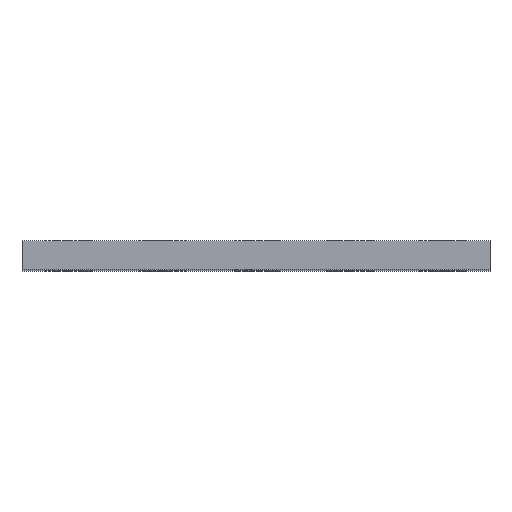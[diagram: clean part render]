
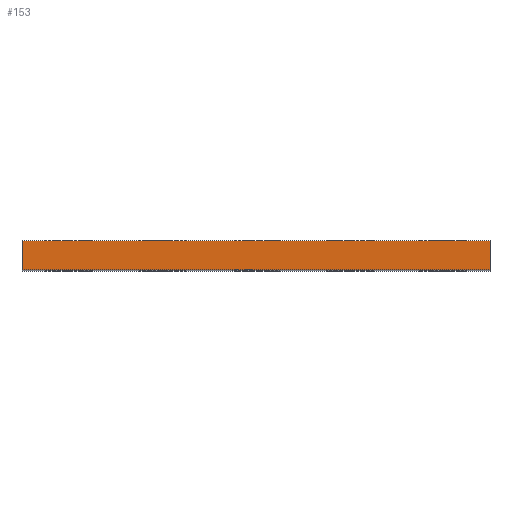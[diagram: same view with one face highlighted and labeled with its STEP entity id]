
A CAD part, top view. The second image highlights one B-rep face of the part: STEP entity #153.
In plain terms, the highlighted planar face has unit normal (0, 0, 1).
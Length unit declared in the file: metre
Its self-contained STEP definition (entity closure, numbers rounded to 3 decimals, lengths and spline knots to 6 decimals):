
#153 = ADVANCED_FACE( 'NONE', ( #436 ), #437, .F. );
#436 = FACE_OUTER_BOUND( '', #731, .T. );
#437 = PLANE( '', #732 );
#731 = EDGE_LOOP( '', ( #1110, #1111, #1112, #1113 ) );
#732 = AXIS2_PLACEMENT_3D( '', #1114, #1115, #1116 );
#1110 = ORIENTED_EDGE( '', *, *, #1295, .T. );
#1111 = ORIENTED_EDGE( '', *, *, #1326, .F. );
#1112 = ORIENTED_EDGE( '', *, *, #1271, .F. );
#1113 = ORIENTED_EDGE( '', *, *, #1317, .T. );
#1114 = CARTESIAN_POINT( '', ( -0.004, 0.0025, 0.068 ) );
#1115 = DIRECTION( '', ( 0., 0., -1. ) );
#1116 = DIRECTION( '', ( 0., -1., 0. ) );
#1271 = EDGE_CURVE( 'NONE', #1480, #1478, #1482, .T. );
#1295 = EDGE_CURVE( 'NONE', #1527, #1525, #1528, .T. );
#1317 = EDGE_CURVE( 'NONE', #1480, #1527, #1568, .T. );
#1326 = EDGE_CURVE( 'NONE', #1478, #1525, #1577, .T. );
#1478 = VERTEX_POINT( 'NONE', #1733 );
#1480 = VERTEX_POINT( 'NONE', #1736 );
#1482 = LINE( '', #1739, #1740 );
#1525 = VERTEX_POINT( 'NONE', #1783 );
#1527 = VERTEX_POINT( 'NONE', #1786 );
#1528 = LINE( '', #1787, #1788 );
#1568 = LINE( '', #1829, #1830 );
#1577 = LINE( '', #1839, #1840 );
#1733 = CARTESIAN_POINT( '', ( 0.036, 0.0025, 0.068 ) );
#1736 = CARTESIAN_POINT( '', ( -0.004, 0.0025, 0.068 ) );
#1739 = CARTESIAN_POINT( '', ( -0.004, 0.0025, 0.068 ) );
#1740 = VECTOR( '', #2014, 1. );
#1783 = CARTESIAN_POINT( '', ( 0.036, 0., 0.068 ) );
#1786 = CARTESIAN_POINT( '', ( -0.004, 0., 0.068 ) );
#1787 = CARTESIAN_POINT( '', ( -0.004, 0., 0.068 ) );
#1788 = VECTOR( '', #2076, 1. );
#1829 = CARTESIAN_POINT( '', ( -0.004, 0.0025, 0.068 ) );
#1830 = VECTOR( '', #2132, 1. );
#1839 = CARTESIAN_POINT( '', ( 0.036, 0.0025, 0.068 ) );
#1840 = VECTOR( '', #2133, 1. );
#2014 = DIRECTION( '', ( 1., 0., 0. ) );
#2076 = DIRECTION( '', ( 1., 0., 0. ) );
#2132 = DIRECTION( '', ( 0., -1., 0. ) );
#2133 = DIRECTION( '', ( 0., -1., 0. ) );
